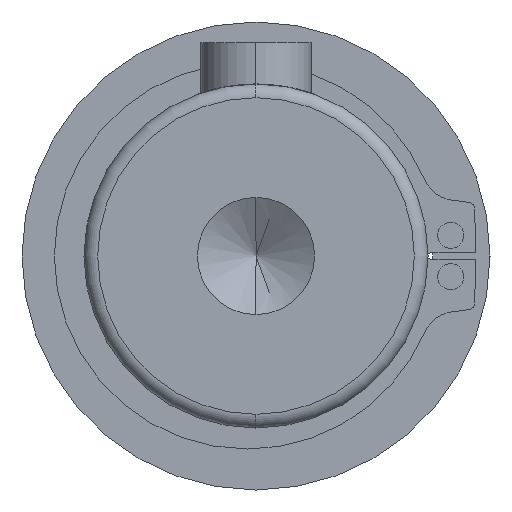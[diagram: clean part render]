
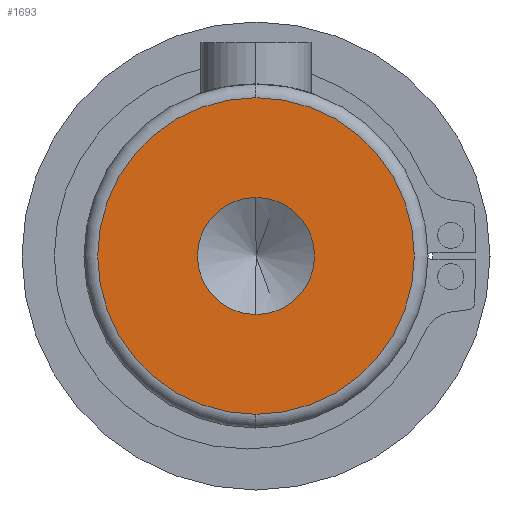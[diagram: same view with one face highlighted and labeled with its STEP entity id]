
A CAD part, left-side view. The second image highlights one B-rep face of the part: STEP entity #1693.
In plain terms, the highlighted planar face has unit normal (-1, 0, 0).
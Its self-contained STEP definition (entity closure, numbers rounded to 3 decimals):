
#114 = DIRECTION ( 'NONE',  ( -1., 0., 0. ) ) ;
#190 = VERTEX_POINT ( 'NONE', #444 ) ;
#200 = CIRCLE ( 'NONE', #2636, 11.5 ) ;
#282 = ORIENTED_EDGE ( 'NONE', *, *, #2260, .T. ) ;
#313 = EDGE_CURVE ( 'NONE', #2418, #3951, #200, .T. ) ;
#444 = CARTESIAN_POINT ( 'NONE',  ( -30.239, 0., 4.25 ) ) ;
#497 = FACE_BOUND ( 'NONE', #3715, .T. ) ;
#575 = AXIS2_PLACEMENT_3D ( 'NONE', #2920, #2902, #662 ) ;
#662 = DIRECTION ( 'NONE',  ( 0., 0., -1. ) ) ;
#785 = AXIS2_PLACEMENT_3D ( 'NONE', #2070, #114, #3395 ) ;
#791 = CARTESIAN_POINT ( 'NONE',  ( -30.239, 0., -4.25 ) ) ;
#958 = CARTESIAN_POINT ( 'NONE',  ( -30.239, 0., 0. ) ) ;
#1060 = AXIS2_PLACEMENT_3D ( 'NONE', #3171, #2889, #3238 ) ;
#1103 = ORIENTED_EDGE ( 'NONE', *, *, #1892, .F. ) ;
#1303 = DIRECTION ( 'NONE',  ( 0., 0., 1. ) ) ;
#1537 = CARTESIAN_POINT ( 'NONE',  ( -30.239, 0., -11.5 ) ) ;
#1574 = ORIENTED_EDGE ( 'NONE', *, *, #313, .T. ) ;
#1605 = PLANE ( 'NONE',  #1060 ) ;
#1609 = EDGE_CURVE ( 'NONE', #2679, #190, #4316, .T. ) ;
#1693 = ADVANCED_FACE ( 'NONE', ( #497, #1886 ), #1605, .F. ) ;
#1886 = FACE_OUTER_BOUND ( 'NONE', #2663, .T. ) ;
#1892 = EDGE_CURVE ( 'NONE', #190, #2679, #4252, .T. ) ;
#1990 = DIRECTION ( 'NONE',  ( -1., 0., 0. ) ) ;
#2070 = CARTESIAN_POINT ( 'NONE',  ( -30.239, 0., 0. ) ) ;
#2260 = EDGE_CURVE ( 'NONE', #3951, #2418, #2932, .T. ) ;
#2345 = CARTESIAN_POINT ( 'NONE',  ( -30.239, 0., 0. ) ) ;
#2418 = VERTEX_POINT ( 'NONE', #4077 ) ;
#2636 = AXIS2_PLACEMENT_3D ( 'NONE', #2345, #1990, #3681 ) ;
#2663 = EDGE_LOOP ( 'NONE', ( #282, #1574 ) ) ;
#2679 = VERTEX_POINT ( 'NONE', #791 ) ;
#2889 = DIRECTION ( 'NONE',  ( 1., 0., 0. ) ) ;
#2902 = DIRECTION ( 'NONE',  ( -1., 0., 0. ) ) ;
#2920 = CARTESIAN_POINT ( 'NONE',  ( -30.239, 0., 0. ) ) ;
#2932 = CIRCLE ( 'NONE', #575, 11.5 ) ;
#2968 = DIRECTION ( 'NONE',  ( -1., 0., 0. ) ) ;
#2992 = AXIS2_PLACEMENT_3D ( 'NONE', #958, #2968, #1303 ) ;
#3171 = CARTESIAN_POINT ( 'NONE',  ( -30.239, 12.5, 0. ) ) ;
#3238 = DIRECTION ( 'NONE',  ( 0., 1., 0. ) ) ;
#3395 = DIRECTION ( 'NONE',  ( 0., 0., 1. ) ) ;
#3681 = DIRECTION ( 'NONE',  ( 0., 0., -1. ) ) ;
#3715 = EDGE_LOOP ( 'NONE', ( #1103, #3807 ) ) ;
#3807 = ORIENTED_EDGE ( 'NONE', *, *, #1609, .F. ) ;
#3951 = VERTEX_POINT ( 'NONE', #1537 ) ;
#4077 = CARTESIAN_POINT ( 'NONE',  ( -30.239, 0., 11.5 ) ) ;
#4252 = CIRCLE ( 'NONE', #2992, 4.25 ) ;
#4316 = CIRCLE ( 'NONE', #785, 4.25 ) ;
